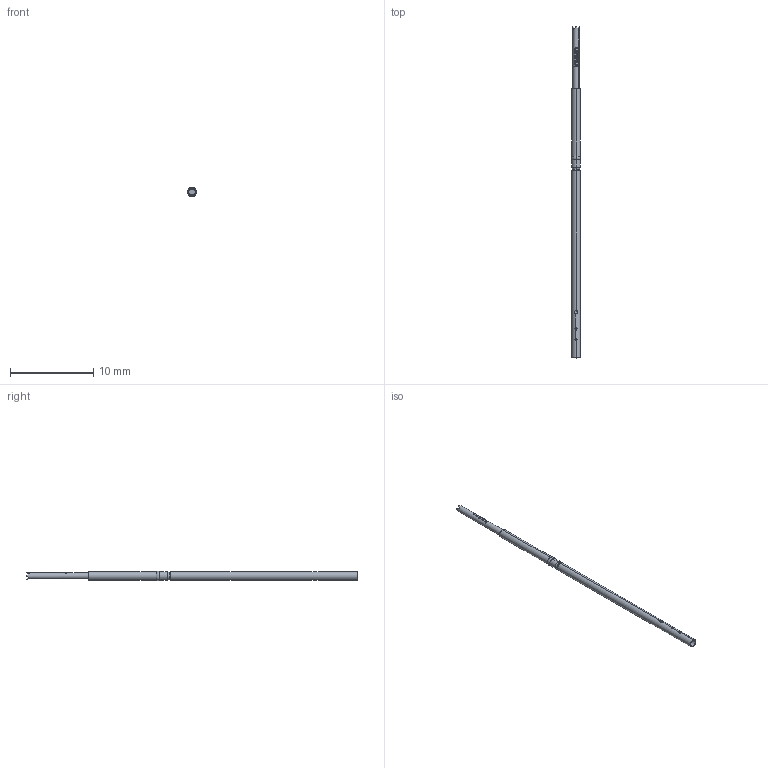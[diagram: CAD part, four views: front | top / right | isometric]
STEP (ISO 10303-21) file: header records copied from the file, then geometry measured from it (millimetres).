
FILE_DESCRIPTION (( 'STEP AP203' ), '1' );
FILE_NAME ('INGUN_GKS-181_354_080_A_xx08.STEP', '2022-01-26T13:22:37', ( 'ochi' ), ( '' ), 'SwSTEP 2.0', 'SolidWorks 2018', '' );
FILE_SCHEMA (( 'CONFIG_CONTROL_DESIGN' ));
Length unit declared in the file: millimetre
Products named in the file (1): INGUN_GKS-181_354_080_A_xx08
Bounding box: 1.09 x 39.8 x 1.1 mm (x, y, z)
Volume: 26 mm3; surface area: 134.3 mm2
Topology: 1 solids, 1 shells, 117 faces, 300 edges, 193 vertices
Faces by surface type: bspline 64, plane 31, cylinder 16, torus 6
Entity records: 6233 total; most frequent: CARTESIAN_POINT 3959, ORIENTED_EDGE 600, EDGE_CURVE 300, B_SPLINE_CURVE_WITH_KNOTS 224, DIRECTION 218, VERTEX_POINT 193, EDGE_LOOP 125, ADVANCED_FACE 117
